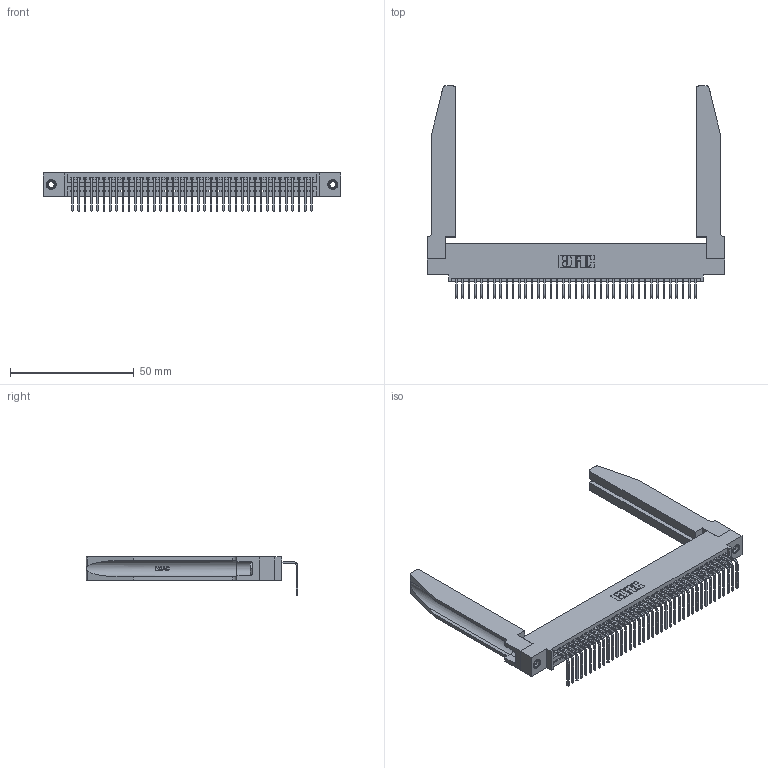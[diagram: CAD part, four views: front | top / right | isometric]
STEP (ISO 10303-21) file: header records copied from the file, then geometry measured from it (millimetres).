
FILE_DESCRIPTION (( 'STEP AP203' ), '1' );
FILE_NAME ('395-039-558-478.STEP', '2019-10-11T11:30:21', ( '' ), ( '' ), 'SwSTEP 2.0', 'SolidWorks 2016', '' );
FILE_SCHEMA (( 'CONFIG_CONTROL_DESIGN' ));
Length unit declared in the file: inch
Products named in the file (5): 345-292-001_558 Tail - 2; 345-250-001_345-250-001-102; 345-220-078_345-220-078; 395-039-558-478; 345 Part_0.110 Offset - 0.156 Dia-TH
Assembly tree (44 placements, depth 2):
  395-039-558-478
    345 Part_0.110 Offset - 0.156 Dia-TH
    345-292-001_558 Tail - 2  x39
    345-250-001_345-250-001-102  x2
    345-220-078_345-220-078  x2
Bounding box: 120.29 x 85.59 x 15.37 mm (x, y, z)
Volume: 19228.2 mm3; surface area: 22876.5 mm2
Topology: 44 solids, 44 shells, 2704 faces, 8059 edges, 5310 vertices
Faces by surface type: plane 1864, cylinder 788, bspline 36, cone 12, torus 4
Entity records: 34712 total; most frequent: CARTESIAN_POINT 6912, ORIENTED_EDGE 5782, DIRECTION 5047, EDGE_CURVE 2891, LINE 2509, VECTOR 2509, VERTEX_POINT 1920, AXIS2_PLACEMENT_3D 1269
